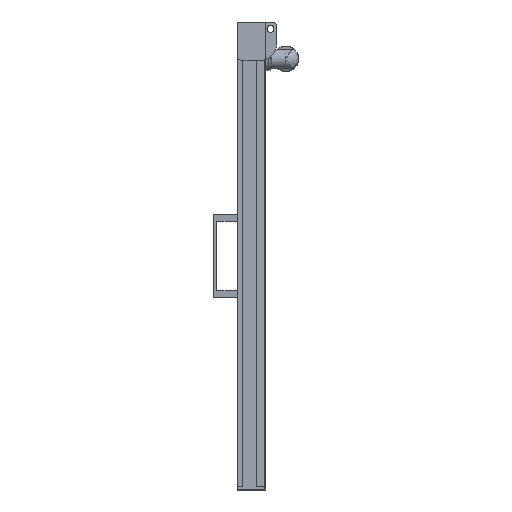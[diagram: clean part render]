
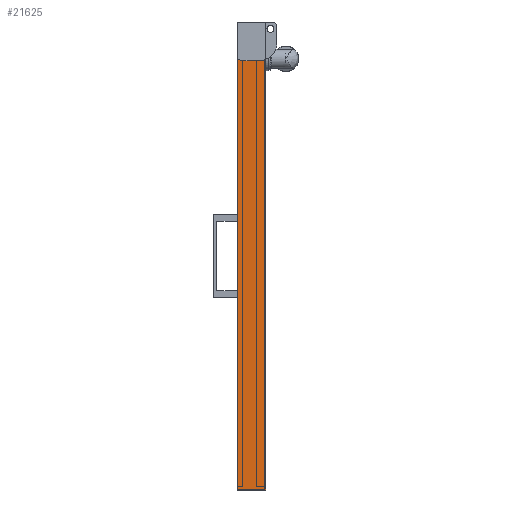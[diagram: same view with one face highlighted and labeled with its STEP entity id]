
A CAD part, left-side view. The second image highlights one B-rep face of the part: STEP entity #21625.
In plain terms, the highlighted face is planar.
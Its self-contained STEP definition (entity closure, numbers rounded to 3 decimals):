
#294 = CARTESIAN_POINT ( 'NONE',  ( 327.5, 28., -233. ) ) ;
#530 = ORIENTED_EDGE ( 'NONE', *, *, #18720, .F. ) ;
#736 = CARTESIAN_POINT ( 'NONE',  ( 327.5, 33., -233. ) ) ;
#771 = CARTESIAN_POINT ( 'NONE',  ( 327.5, 7., -248. ) ) ;
#912 = DIRECTION ( 'NONE',  ( 0., 0., 1. ) ) ;
#1037 = CARTESIAN_POINT ( 'NONE',  ( 327.5, 33., -273. ) ) ;
#1747 = EDGE_CURVE ( 'NONE', #17020, #2218, #18557, .T. ) ;
#2016 = LINE ( 'NONE', #20690, #2785 ) ;
#2218 = VERTEX_POINT ( 'NONE', #736 ) ;
#2518 = DIRECTION ( 'NONE',  ( -1., 0., 0. ) ) ;
#2657 = VERTEX_POINT ( 'NONE', #21908 ) ;
#2785 = VECTOR ( 'NONE', #4082, 1000. ) ;
#3446 = CARTESIAN_POINT ( 'NONE',  ( 327.5, 33., -273. ) ) ;
#3801 = AXIS2_PLACEMENT_3D ( 'NONE', #294, #2518, #15943 ) ;
#4082 = DIRECTION ( 'NONE',  ( 0., 0., -1. ) ) ;
#5206 = DIRECTION ( 'NONE',  ( 0., 0., -1. ) ) ;
#5667 = ORIENTED_EDGE ( 'NONE', *, *, #13646, .T. ) ;
#6856 = CARTESIAN_POINT ( 'NONE',  ( 327.5, 33., -228. ) ) ;
#7306 = VECTOR ( 'NONE', #20681, 1000. ) ;
#7629 = CIRCLE ( 'NONE', #17218, 20. ) ;
#7666 = CARTESIAN_POINT ( 'NONE',  ( 327.5, 0., -229.265 ) ) ;
#7783 = DIRECTION ( 'NONE',  ( -1., 0., 0. ) ) ;
#7887 = CARTESIAN_POINT ( 'NONE',  ( 327.5, 33., 273. ) ) ;
#8101 = LINE ( 'NONE', #7887, #11270 ) ;
#8446 = AXIS2_PLACEMENT_3D ( 'NONE', #1037, #7783, #912 ) ;
#8920 = ORIENTED_EDGE ( 'NONE', *, *, #17265, .T. ) ;
#9332 = FACE_OUTER_BOUND ( 'NONE', #17631, .T. ) ;
#9628 = CARTESIAN_POINT ( 'NONE',  ( 327.5, 7., -228. ) ) ;
#9652 = VERTEX_POINT ( 'NONE', #18909 ) ;
#10062 = CARTESIAN_POINT ( 'NONE',  ( 327.5, 33., 273. ) ) ;
#11117 = DIRECTION ( 'NONE',  ( 0., -1., 0. ) ) ;
#11270 = VECTOR ( 'NONE', #11117, 1000. ) ;
#13069 = DIRECTION ( 'NONE',  ( 0., 0., -1. ) ) ;
#13202 = VECTOR ( 'NONE', #5206, 1000. ) ;
#13367 = EDGE_CURVE ( 'NONE', #17020, #9652, #8101, .T. ) ;
#13646 = EDGE_CURVE ( 'NONE', #9652, #21527, #2016, .T. ) ;
#13856 = VERTEX_POINT ( 'NONE', #9628 ) ;
#14431 = DIRECTION ( 'NONE',  ( 1., 0., 0. ) ) ;
#14690 = PLANE ( 'NONE',  #8446 ) ;
#15731 = ORIENTED_EDGE ( 'NONE', *, *, #1747, .F. ) ;
#15943 = DIRECTION ( 'NONE',  ( 0., 0., 1. ) ) ;
#16867 = ORIENTED_EDGE ( 'NONE', *, *, #19275, .F. ) ;
#17020 = VERTEX_POINT ( 'NONE', #10062 ) ;
#17218 = AXIS2_PLACEMENT_3D ( 'NONE', #771, #14431, #13069 ) ;
#17265 = EDGE_CURVE ( 'NONE', #2657, #2218, #19807, .T. ) ;
#17309 = LINE ( 'NONE', #6856, #7306 ) ;
#17631 = EDGE_LOOP ( 'NONE', ( #530, #16867, #8920, #15731, #18373, #5667 ) ) ;
#18373 = ORIENTED_EDGE ( 'NONE', *, *, #13367, .T. ) ;
#18557 = LINE ( 'NONE', #3446, #13202 ) ;
#18720 = EDGE_CURVE ( 'NONE', #13856, #21527, #7629, .T. ) ;
#18909 = CARTESIAN_POINT ( 'NONE',  ( 327.5, 0., 273. ) ) ;
#19275 = EDGE_CURVE ( 'NONE', #2657, #13856, #17309, .T. ) ;
#19807 = CIRCLE ( 'NONE', #3801, 5. ) ;
#20681 = DIRECTION ( 'NONE',  ( 0., -1., 0. ) ) ;
#20690 = CARTESIAN_POINT ( 'NONE',  ( 327.5, 0., -273. ) ) ;
#21527 = VERTEX_POINT ( 'NONE', #7666 ) ;
#21625 = ADVANCED_FACE ( 'NONE', ( #9332 ), #14690, .F. ) ;
#21908 = CARTESIAN_POINT ( 'NONE',  ( 327.5, 28., -228. ) ) ;
